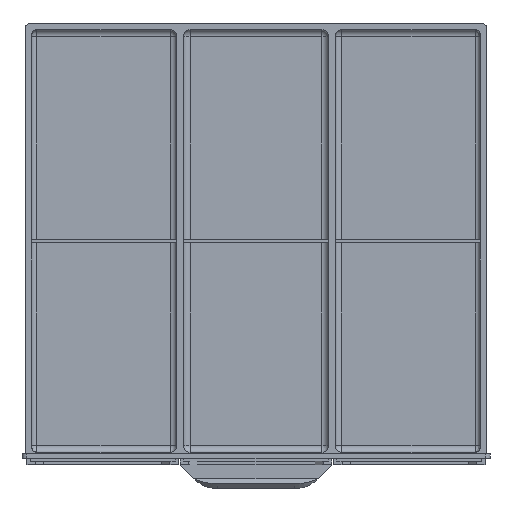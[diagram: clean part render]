
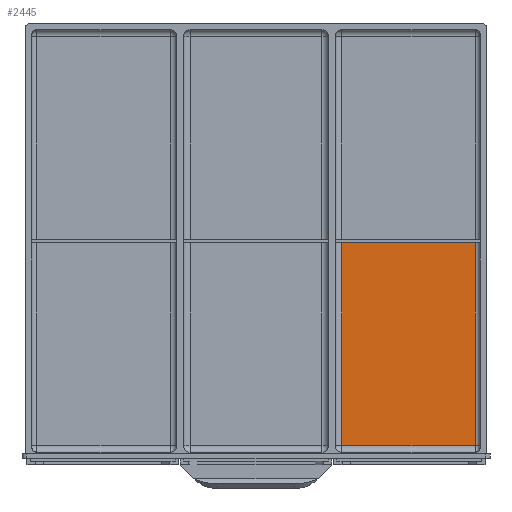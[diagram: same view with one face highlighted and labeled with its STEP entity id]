
A CAD part, top view. The second image highlights one B-rep face of the part: STEP entity #2445.
In plain terms, the highlighted planar face has unit normal (0, 0, 1).
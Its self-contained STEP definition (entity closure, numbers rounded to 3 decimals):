
#90=FACE_OUTER_BOUND('',#234,.T.);
#234=EDGE_LOOP('',(#1675,#1676,#1677,#1678));
#379=LINE('',#3583,#658);
#407=LINE('',#3661,#686);
#408=LINE('',#3665,#687);
#409=LINE('',#3666,#688);
#658=VECTOR('',#2845,10.);
#686=VECTOR('',#2911,10.);
#687=VECTOR('',#2916,10.);
#688=VECTOR('',#2917,10.);
#1023=VERTEX_POINT('',#3573);
#1027=VERTEX_POINT('',#3581);
#1058=VERTEX_POINT('',#3660);
#1059=VERTEX_POINT('',#3664);
#1257=EDGE_CURVE('',#1023,#1027,#379,.T.);
#1295=EDGE_CURVE('',#1023,#1058,#407,.T.);
#1297=EDGE_CURVE('',#1059,#1027,#408,.T.);
#1298=EDGE_CURVE('',#1058,#1059,#409,.T.);
#1675=ORIENTED_EDGE('',*,*,#1257,.T.);
#1676=ORIENTED_EDGE('',*,*,#1297,.F.);
#1677=ORIENTED_EDGE('',*,*,#1298,.F.);
#1678=ORIENTED_EDGE('',*,*,#1295,.F.);
#2357=PLANE('',#2624);
#2445=ADVANCED_FACE('',(#90),#2357,.F.);
#2624=AXIS2_PLACEMENT_3D('',#3663,#2914,#2915);
#2845=DIRECTION('',(-1.,0.,0.));
#2911=DIRECTION('',(0.,-1.,0.));
#2914=DIRECTION('center_axis',(0.,0.,-1.));
#2915=DIRECTION('ref_axis',(-1.,0.,0.));
#2916=DIRECTION('',(0.,1.,0.));
#2917=DIRECTION('',(-1.,0.,0.));
#3573=CARTESIAN_POINT('',(65.89,-0.48,-7.1));
#3581=CARTESIAN_POINT('',(25.744,-0.48,-7.1));
#3583=CARTESIAN_POINT('',(11.872,-0.48,-7.1));
#3660=CARTESIAN_POINT('',(65.89,-61.471,-7.1));
#3661=CARTESIAN_POINT('',(65.89,-32.696,-7.1));
#3663=CARTESIAN_POINT('Origin',(0.,0.,-7.1));
#3664=CARTESIAN_POINT('',(25.744,-61.471,-7.1));
#3665=CARTESIAN_POINT('',(25.744,-31.736,-7.1));
#3666=CARTESIAN_POINT('',(-34.655,-61.471,-7.1));
